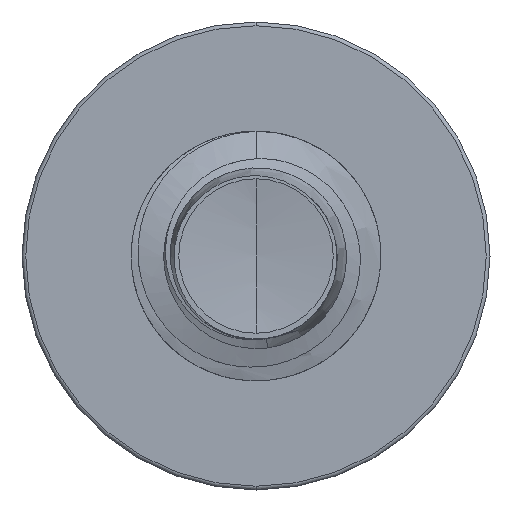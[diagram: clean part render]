
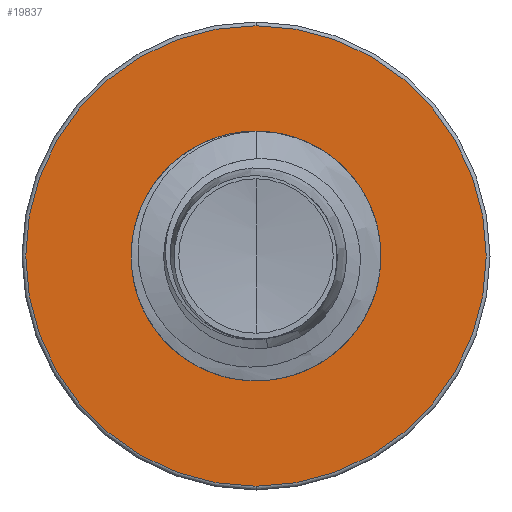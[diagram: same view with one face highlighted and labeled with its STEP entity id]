
A CAD part, front view. The second image highlights one B-rep face of the part: STEP entity #19837.
In plain terms, the highlighted planar face has unit normal (0, -1, 0).
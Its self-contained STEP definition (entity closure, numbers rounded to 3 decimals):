
#1 = DIRECTION ( 'NONE',  ( 0., 1., 0. ) ) ;
#959 = CARTESIAN_POINT ( 'NONE',  ( 0., 5., -0.799 ) ) ;
#1104 = DIRECTION ( 'NONE',  ( 0., 0., 1. ) ) ;
#2800 = PLANE ( 'NONE',  #14780 ) ;
#2868 = CIRCLE ( 'NONE', #15538, 1.476 ) ;
#3415 = FACE_BOUND ( 'NONE', #8378, .T. ) ;
#4574 = DIRECTION ( 'NONE',  ( 0., 1., 0. ) ) ;
#5503 = DIRECTION ( 'NONE',  ( 0., 1., 0. ) ) ;
#7177 = DIRECTION ( 'NONE',  ( 0., 1., 0. ) ) ;
#7768 = VERTEX_POINT ( 'NONE', #13455 ) ;
#8378 = EDGE_LOOP ( 'NONE', ( #10549, #10740 ) ) ;
#8945 = CARTESIAN_POINT ( 'NONE',  ( 0., 5., 1.476 ) ) ;
#9687 = ORIENTED_EDGE ( 'NONE', *, *, #15278, .F. ) ;
#10118 = VERTEX_POINT ( 'NONE', #10554 ) ;
#10269 = ORIENTED_EDGE ( 'NONE', *, *, #16762, .F. ) ;
#10417 = CARTESIAN_POINT ( 'NONE',  ( 0., 5., 0. ) ) ;
#10549 = ORIENTED_EDGE ( 'NONE', *, *, #16759, .T. ) ;
#10554 = CARTESIAN_POINT ( 'NONE',  ( 0., 5., -1.476 ) ) ;
#10592 = CARTESIAN_POINT ( 'NONE',  ( 0., 5., -0.799 ) ) ;
#10740 = ORIENTED_EDGE ( 'NONE', *, *, #14944, .T. ) ;
#11172 = DIRECTION ( 'NONE',  ( 0., 1., 0. ) ) ;
#11633 = CIRCLE ( 'NONE', #16661, 0.799 ) ;
#11898 = DIRECTION ( 'NONE',  ( 0., 0., 1. ) ) ;
#11966 = AXIS2_PLACEMENT_3D ( 'NONE', #14628, #5503, #15915 ) ;
#12838 = VERTEX_POINT ( 'NONE', #10592 ) ;
#13409 = CIRCLE ( 'NONE', #18576, 0.799 ) ;
#13455 = CARTESIAN_POINT ( 'NONE',  ( 0., 5., 0.799 ) ) ;
#14623 = VERTEX_POINT ( 'NONE', #8945 ) ;
#14628 = CARTESIAN_POINT ( 'NONE',  ( 0., 5., 0. ) ) ;
#14780 = AXIS2_PLACEMENT_3D ( 'NONE', #959, #4574, #15260 ) ;
#14944 = EDGE_CURVE ( 'NONE', #12838, #7768, #13409, .T. ) ;
#15260 = DIRECTION ( 'NONE',  ( 0., 0., 1. ) ) ;
#15278 = EDGE_CURVE ( 'NONE', #14623, #10118, #19286, .T. ) ;
#15538 = AXIS2_PLACEMENT_3D ( 'NONE', #10417, #1, #11898 ) ;
#15915 = DIRECTION ( 'NONE',  ( 0., 0., 1. ) ) ;
#15918 = CARTESIAN_POINT ( 'NONE',  ( 0., 5., 0. ) ) ;
#16044 = FACE_OUTER_BOUND ( 'NONE', #16310, .T. ) ;
#16310 = EDGE_LOOP ( 'NONE', ( #9687, #10269 ) ) ;
#16661 = AXIS2_PLACEMENT_3D ( 'NONE', #15918, #7177, #17190 ) ;
#16759 = EDGE_CURVE ( 'NONE', #7768, #12838, #11633, .T. ) ;
#16762 = EDGE_CURVE ( 'NONE', #10118, #14623, #2868, .T. ) ;
#17190 = DIRECTION ( 'NONE',  ( 0., 0., 1. ) ) ;
#18576 = AXIS2_PLACEMENT_3D ( 'NONE', #19344, #11172, #1104 ) ;
#19286 = CIRCLE ( 'NONE', #11966, 1.476 ) ;
#19344 = CARTESIAN_POINT ( 'NONE',  ( 0., 5., 0. ) ) ;
#19837 = ADVANCED_FACE ( 'NONE', ( #16044, #3415 ), #2800, .F. ) ;
